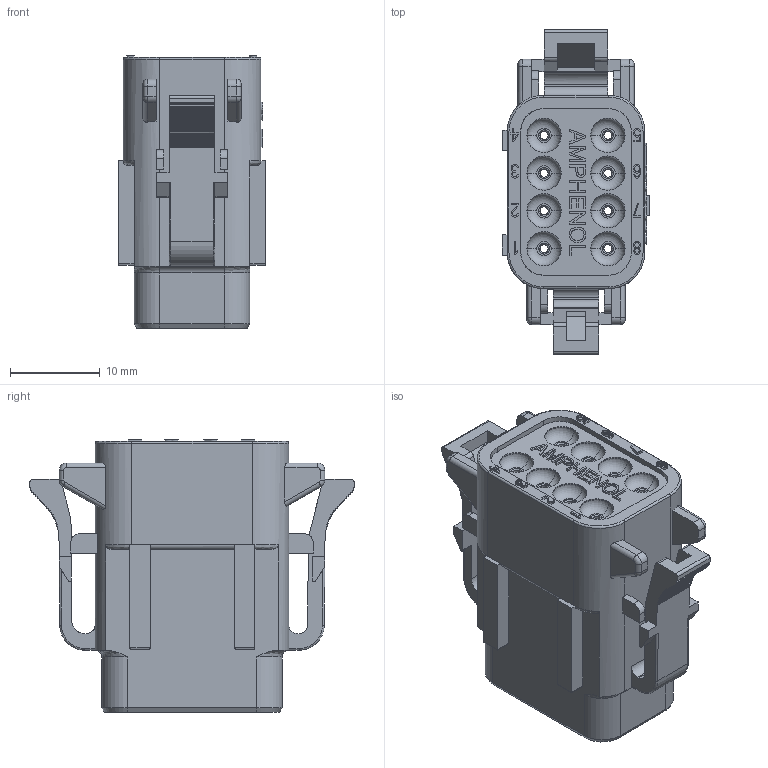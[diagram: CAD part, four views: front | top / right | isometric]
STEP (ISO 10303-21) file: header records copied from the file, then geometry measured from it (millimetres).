
FILE_DESCRIPTION (( 'STEP AP203' ), '1' );
FILE_NAME ('ATM06-08SD-CUSTOMER_MODEL.STEP', '2014-09-18T18:32:44', ( '' ), ( '' ), 'SwSTEP 2.0', 'SolidWorks 2014', '' );
FILE_SCHEMA (( 'CONFIG_CONTROL_DESIGN' ));
Length unit declared in the file: inch
Products named in the file (3): 26-54229-08SD; 26-54233-08; ATM06-08SD-CUSTOMER_MODEL
Assembly tree (2 placements, depth 2):
  ATM06-08SD-CUSTOMER_MODEL
    26-54229-08SD
    26-54233-08
Bounding box: 16.35 x 36.03 x 30.3 mm (x, y, z)
Volume: 7917.9 mm3; surface area: 6671.4 mm2
Topology: 2 solids, 2 shells, 1750 faces, 4786 edges, 3126 vertices
Faces by surface type: plane 1262, cylinder 245, bspline 168, torus 39, cone 36
Entity records: 58651 total; most frequent: CARTESIAN_POINT 14814, ORIENTED_EDGE 9572, DIRECTION 8212, EDGE_CURVE 4786, VECTOR 3770, LINE 3770, VERTEX_POINT 3126, AXIS2_PLACEMENT_3D 2221
